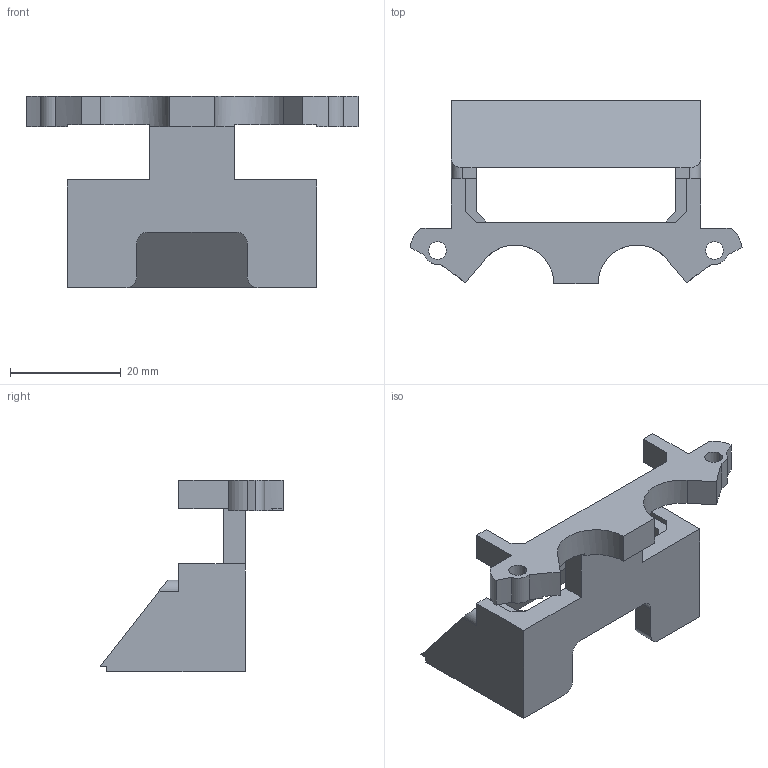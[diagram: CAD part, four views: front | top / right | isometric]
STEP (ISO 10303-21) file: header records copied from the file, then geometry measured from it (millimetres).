
FILE_DESCRIPTION (( 'STEP AP214' ), '1' );
FILE_NAME ('usb&萇埭堤諳殤.STEP', '2024-06-02T12:04:22', ( '' ), ( '' ), 'SwSTEP 2.0', 'SolidWorks 2021', '' );
FILE_SCHEMA (( 'AUTOMOTIVE_DESIGN' ));
Length unit declared in the file: millimetre
Products named in the file (1): usb&萇埭堤諳殤
Bounding box: 59.95 x 33.21 x 34.55 mm (x, y, z)
Volume: 9422.4 mm3; surface area: 7025.6 mm2
Topology: 1 solids, 1 shells, 72 faces, 212 edges, 140 vertices
Faces by surface type: plane 52, cylinder 20
Entity records: 2432 total; most frequent: CARTESIAN_POINT 431, ORIENTED_EDGE 424, DIRECTION 398, EDGE_CURVE 212, VECTOR 168, LINE 168, VERTEX_POINT 140, AXIS2_PLACEMENT_3D 115
